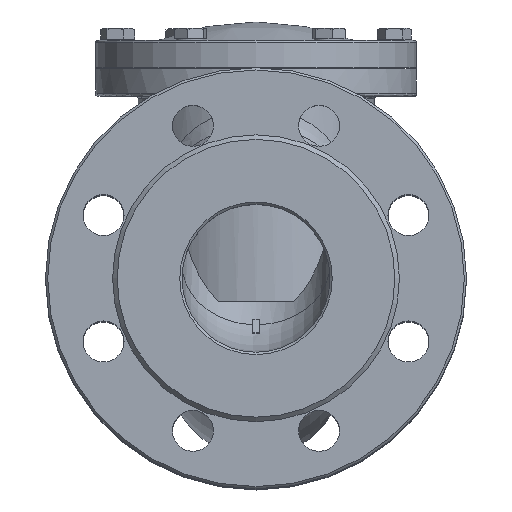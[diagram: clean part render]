
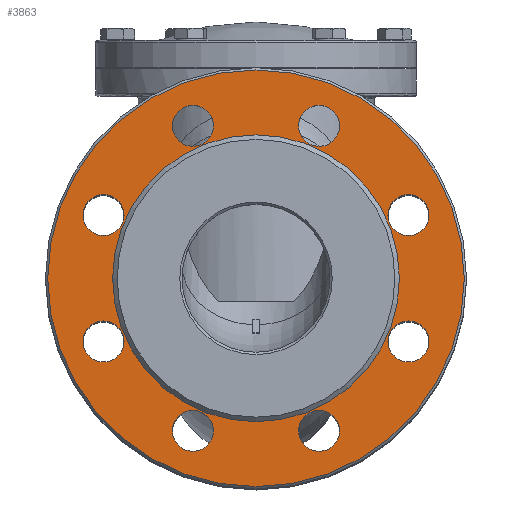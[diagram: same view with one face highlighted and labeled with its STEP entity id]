
A CAD part, top view. The second image highlights one B-rep face of the part: STEP entity #3863.
In plain terms, the highlighted planar face has unit normal (0, 0, 1).
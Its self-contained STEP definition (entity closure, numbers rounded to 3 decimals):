
#327=FACE_BOUND('',#1286,.T.);
#328=FACE_BOUND('',#1287,.T.);
#329=FACE_BOUND('',#1288,.T.);
#330=FACE_BOUND('',#1289,.T.);
#331=FACE_BOUND('',#1290,.T.);
#332=FACE_BOUND('',#1291,.T.);
#333=FACE_BOUND('',#1292,.T.);
#334=FACE_BOUND('',#1293,.T.);
#335=FACE_BOUND('',#1294,.T.);
#412=PLANE('',#4244);
#1019=FACE_OUTER_BOUND('',#1285,.T.);
#1285=EDGE_LOOP('',(#3286));
#1286=EDGE_LOOP('',(#3287));
#1287=EDGE_LOOP('',(#3288));
#1288=EDGE_LOOP('',(#3289));
#1289=EDGE_LOOP('',(#3290));
#1290=EDGE_LOOP('',(#3291));
#1291=EDGE_LOOP('',(#3292));
#1292=EDGE_LOOP('',(#3293));
#1293=EDGE_LOOP('',(#3294));
#1294=EDGE_LOOP('',(#3295));
#1509=CIRCLE('',#4243,91.5);
#1510=CIRCLE('',#4245,63.);
#1511=CIRCLE('',#4246,9.);
#1512=CIRCLE('',#4247,9.);
#1513=CIRCLE('',#4248,9.);
#1514=CIRCLE('',#4249,9.);
#1515=CIRCLE('',#4250,9.);
#1516=CIRCLE('',#4251,9.);
#1517=CIRCLE('',#4252,9.);
#1518=CIRCLE('',#4253,9.);
#1847=VERTEX_POINT('',#10321);
#1848=VERTEX_POINT('',#10325);
#1849=VERTEX_POINT('',#10327);
#1850=VERTEX_POINT('',#10329);
#1851=VERTEX_POINT('',#10331);
#1852=VERTEX_POINT('',#10333);
#1853=VERTEX_POINT('',#10335);
#1854=VERTEX_POINT('',#10337);
#1855=VERTEX_POINT('',#10339);
#1856=VERTEX_POINT('',#10341);
#2337=EDGE_CURVE('',#1847,#1847,#1509,.T.);
#2339=EDGE_CURVE('',#1848,#1848,#1510,.T.);
#2340=EDGE_CURVE('',#1849,#1849,#1511,.T.);
#2341=EDGE_CURVE('',#1850,#1850,#1512,.T.);
#2342=EDGE_CURVE('',#1851,#1851,#1513,.T.);
#2343=EDGE_CURVE('',#1852,#1852,#1514,.T.);
#2344=EDGE_CURVE('',#1853,#1853,#1515,.T.);
#2345=EDGE_CURVE('',#1854,#1854,#1516,.T.);
#2346=EDGE_CURVE('',#1855,#1855,#1517,.T.);
#2347=EDGE_CURVE('',#1856,#1856,#1518,.T.);
#3286=ORIENTED_EDGE('',*,*,#2337,.F.);
#3287=ORIENTED_EDGE('',*,*,#2339,.F.);
#3288=ORIENTED_EDGE('',*,*,#2340,.T.);
#3289=ORIENTED_EDGE('',*,*,#2341,.T.);
#3290=ORIENTED_EDGE('',*,*,#2342,.T.);
#3291=ORIENTED_EDGE('',*,*,#2343,.T.);
#3292=ORIENTED_EDGE('',*,*,#2344,.T.);
#3293=ORIENTED_EDGE('',*,*,#2345,.T.);
#3294=ORIENTED_EDGE('',*,*,#2346,.T.);
#3295=ORIENTED_EDGE('',*,*,#2347,.T.);
#3863=ADVANCED_FACE('',(#1019,#327,#328,#329,#330,#331,#332,#333,#334,#335),
#412,.T.);
#4243=AXIS2_PLACEMENT_3D('',#10322,#5053,#5054);
#4244=AXIS2_PLACEMENT_3D('',#10324,#5056,#5057);
#4245=AXIS2_PLACEMENT_3D('',#10326,#5058,#5059);
#4246=AXIS2_PLACEMENT_3D('',#10328,#5060,#5061);
#4247=AXIS2_PLACEMENT_3D('',#10330,#5062,#5063);
#4248=AXIS2_PLACEMENT_3D('',#10332,#5064,#5065);
#4249=AXIS2_PLACEMENT_3D('',#10334,#5066,#5067);
#4250=AXIS2_PLACEMENT_3D('',#10336,#5068,#5069);
#4251=AXIS2_PLACEMENT_3D('',#10338,#5070,#5071);
#4252=AXIS2_PLACEMENT_3D('',#10340,#5072,#5073);
#4253=AXIS2_PLACEMENT_3D('',#10342,#5074,#5075);
#5053=DIRECTION('center_axis',(0.,0.,-1.));
#5054=DIRECTION('ref_axis',(-1.,0.,0.));
#5056=DIRECTION('center_axis',(0.,0.,1.));
#5057=DIRECTION('ref_axis',(1.,0.,0.));
#5058=DIRECTION('center_axis',(0.,0.,1.));
#5059=DIRECTION('ref_axis',(-1.,0.,0.));
#5060=DIRECTION('center_axis',(0.,0.,-1.));
#5061=DIRECTION('ref_axis',(-1.,0.,0.));
#5062=DIRECTION('center_axis',(0.,0.,-1.));
#5063=DIRECTION('ref_axis',(-1.,0.,0.));
#5064=DIRECTION('center_axis',(0.,0.,-1.));
#5065=DIRECTION('ref_axis',(-1.,0.,0.));
#5066=DIRECTION('center_axis',(0.,0.,-1.));
#5067=DIRECTION('ref_axis',(-1.,0.,0.));
#5068=DIRECTION('center_axis',(0.,0.,-1.));
#5069=DIRECTION('ref_axis',(-1.,0.,0.));
#5070=DIRECTION('center_axis',(0.,0.,-1.));
#5071=DIRECTION('ref_axis',(-1.,0.,0.));
#5072=DIRECTION('center_axis',(0.,0.,-1.));
#5073=DIRECTION('ref_axis',(-1.,0.,0.));
#5074=DIRECTION('center_axis',(0.,0.,-1.));
#5075=DIRECTION('ref_axis',(-1.,0.,0.));
#10321=CARTESIAN_POINT('',(91.5,0.,22.));
#10322=CARTESIAN_POINT('Origin',(0.,0.,22.));
#10324=CARTESIAN_POINT('Origin',(0.,0.,22.));
#10325=CARTESIAN_POINT('',(63.,0.,22.));
#10326=CARTESIAN_POINT('Origin',(0.,0.,22.));
#10327=CARTESIAN_POINT('',(75.981,-27.745,22.));
#10328=CARTESIAN_POINT('Origin',(66.981,-27.745,22.));
#10329=CARTESIAN_POINT('',(75.981,27.745,22.));
#10330=CARTESIAN_POINT('Origin',(66.981,27.745,22.));
#10331=CARTESIAN_POINT('',(36.745,66.981,22.));
#10332=CARTESIAN_POINT('Origin',(27.745,66.981,22.));
#10333=CARTESIAN_POINT('',(-18.745,66.981,22.));
#10334=CARTESIAN_POINT('Origin',(-27.745,66.981,22.));
#10335=CARTESIAN_POINT('',(-57.981,27.745,22.));
#10336=CARTESIAN_POINT('Origin',(-66.981,27.745,22.));
#10337=CARTESIAN_POINT('',(-57.981,-27.745,22.));
#10338=CARTESIAN_POINT('Origin',(-66.981,-27.745,22.));
#10339=CARTESIAN_POINT('',(-18.745,-66.981,22.));
#10340=CARTESIAN_POINT('Origin',(-27.745,-66.981,22.));
#10341=CARTESIAN_POINT('',(36.745,-66.981,22.));
#10342=CARTESIAN_POINT('Origin',(27.745,-66.981,22.));
